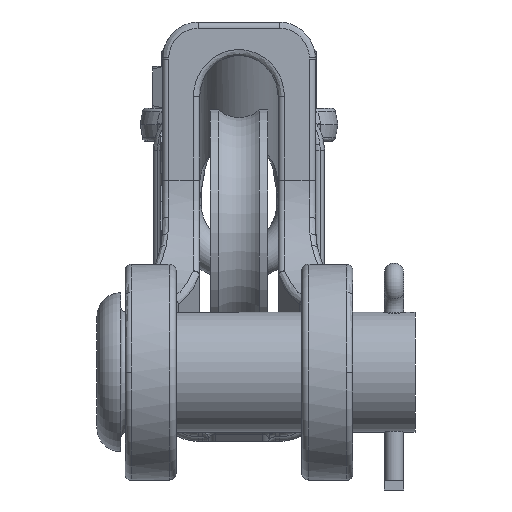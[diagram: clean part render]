
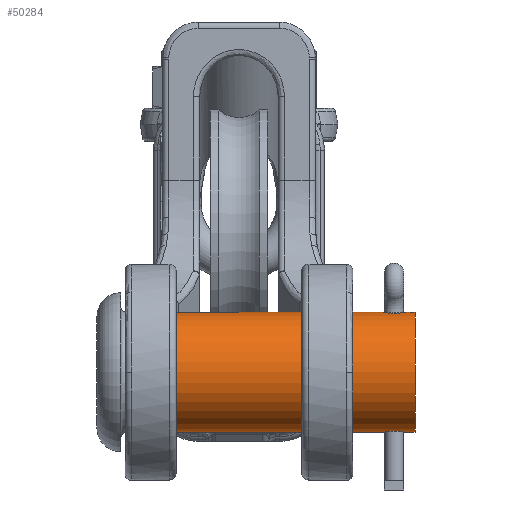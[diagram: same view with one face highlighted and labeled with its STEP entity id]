
A CAD part, front view. The second image highlights one B-rep face of the part: STEP entity #50284.
In plain terms, the highlighted cylindrical face has radius 31.75 mm (diameter 63.5 mm), a partial arc.
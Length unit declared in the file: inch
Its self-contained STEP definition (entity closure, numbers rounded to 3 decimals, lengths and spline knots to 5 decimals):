
#49993=CARTESIAN_POINT('',(3.463,-6.75,1.25));
#49994=CARTESIAN_POINT('',(3.463,-6.7579,1.25));
#49995=CARTESIAN_POINT('',(3.46221,-6.77362,
1.24985));
#49996=CARTESIAN_POINT('',(3.45863,-6.79713,
1.24918));
#49997=CARTESIAN_POINT('',(3.45273,-6.82008,
1.2481));
#49998=CARTESIAN_POINT('',(3.44447,-6.84249,
1.24664));
#49999=CARTESIAN_POINT('',(3.43401,-6.8639,
1.24486));
#50000=CARTESIAN_POINT('',(3.42136,-6.88427,
1.24282));
#50001=CARTESIAN_POINT('',(3.40668,-6.90326,
1.24061));
#50002=CARTESIAN_POINT('',(3.39017,-6.92064,
1.23834));
#50003=CARTESIAN_POINT('',(3.3719,-6.9363,
1.23607));
#50004=CARTESIAN_POINT('',(3.35226,-6.94994,
1.23393));
#50005=CARTESIAN_POINT('',(3.33128,-6.96154,
1.23199));
#50006=CARTESIAN_POINT('',(3.30937,-6.97089,
1.23034));
#50007=CARTESIAN_POINT('',(3.28666,-6.97797,
1.22904));
#50008=CARTESIAN_POINT('',(3.26337,-6.98272,
1.22815));
#50009=CARTESIAN_POINT('',(3.23987,-6.9851,
1.22769));
#50010=CARTESIAN_POINT('',(3.21613,-6.9851,
1.22769));
#50011=CARTESIAN_POINT('',(3.19263,-6.98272,
1.22815));
#50012=CARTESIAN_POINT('',(3.16934,-6.97798,
1.22904));
#50013=CARTESIAN_POINT('',(3.14663,-6.97089,
1.23034));
#50014=CARTESIAN_POINT('',(3.12472,-6.96154,
1.23199));
#50015=CARTESIAN_POINT('',(3.10374,-6.94994,
1.23393));
#50016=CARTESIAN_POINT('',(3.0841,-6.93631,
1.23607));
#50017=CARTESIAN_POINT('',(3.06583,-6.92064,
1.23834));
#50018=CARTESIAN_POINT('',(3.04932,-6.90326,
1.24061));
#50019=CARTESIAN_POINT('',(3.03464,-6.88427,
1.24282));
#50020=CARTESIAN_POINT('',(3.02199,-6.86391,
1.24486));
#50021=CARTESIAN_POINT('',(3.01153,-6.84249,
1.24664));
#50022=CARTESIAN_POINT('',(3.00327,-6.82008,
1.2481));
#50023=CARTESIAN_POINT('',(2.99737,-6.79713,
1.24918));
#50024=CARTESIAN_POINT('',(2.99379,-6.77361,
1.24985));
#50025=CARTESIAN_POINT('',(2.993,-6.7579,1.25));
#50026=CARTESIAN_POINT('',(2.993,-6.75,1.25));
#50028=DIRECTION('',(1.,0.,0.));
#50029=VECTOR('',#50028,0.202);
#50030=CARTESIAN_POINT('',(3.463,-6.75,1.25));
#50031=LINE('',#50030,#50029);
#50032=CARTESIAN_POINT('',(2.993,-6.75,-1.25));
#50033=CARTESIAN_POINT('',(2.993,-6.7579,-1.25));
#50034=CARTESIAN_POINT('',(2.99379,-6.77361,
-1.24985));
#50035=CARTESIAN_POINT('',(2.99737,-6.79713,
-1.24918));
#50036=CARTESIAN_POINT('',(3.00327,-6.82008,
-1.2481));
#50037=CARTESIAN_POINT('',(3.01153,-6.84249,
-1.24664));
#50038=CARTESIAN_POINT('',(3.02199,-6.86391,
-1.24486));
#50039=CARTESIAN_POINT('',(3.03464,-6.88427,
-1.24282));
#50040=CARTESIAN_POINT('',(3.04932,-6.90326,
-1.24061));
#50041=CARTESIAN_POINT('',(3.06583,-6.92064,
-1.23834));
#50042=CARTESIAN_POINT('',(3.0841,-6.93631,-1.23607));
#50043=CARTESIAN_POINT('',(3.10374,-6.94994,
-1.23393));
#50044=CARTESIAN_POINT('',(3.12472,-6.96154,
-1.23199));
#50045=CARTESIAN_POINT('',(3.14663,-6.97089,
-1.23034));
#50046=CARTESIAN_POINT('',(3.16934,-6.97798,
-1.22904));
#50047=CARTESIAN_POINT('',(3.19263,-6.98272,
-1.22815));
#50048=CARTESIAN_POINT('',(3.21613,-6.9851,
-1.22769));
#50049=CARTESIAN_POINT('',(3.23987,-6.9851,
-1.22769));
#50050=CARTESIAN_POINT('',(3.26337,-6.98272,
-1.22815));
#50051=CARTESIAN_POINT('',(3.28666,-6.97797,
-1.22904));
#50052=CARTESIAN_POINT('',(3.30937,-6.97089,
-1.23034));
#50053=CARTESIAN_POINT('',(3.33128,-6.96154,
-1.23199));
#50054=CARTESIAN_POINT('',(3.35226,-6.94994,
-1.23393));
#50055=CARTESIAN_POINT('',(3.3719,-6.9363,
-1.23607));
#50056=CARTESIAN_POINT('',(3.39017,-6.92064,
-1.23834));
#50057=CARTESIAN_POINT('',(3.40668,-6.90326,
-1.24061));
#50058=CARTESIAN_POINT('',(3.42136,-6.88427,
-1.24282));
#50059=CARTESIAN_POINT('',(3.43401,-6.8639,
-1.24486));
#50060=CARTESIAN_POINT('',(3.44447,-6.84249,
-1.24664));
#50061=CARTESIAN_POINT('',(3.45273,-6.82008,
-1.2481));
#50062=CARTESIAN_POINT('',(3.45863,-6.79713,
-1.24918));
#50063=CARTESIAN_POINT('',(3.46221,-6.77362,
-1.24985));
#50064=CARTESIAN_POINT('',(3.463,-6.7579,-1.25));
#50065=CARTESIAN_POINT('',(3.463,-6.75,-1.25));
#50067=DIRECTION('',(1.,0.,0.));
#50068=VECTOR('',#50067,5.333);
#50069=CARTESIAN_POINT('',(-2.34,-6.75,1.25));
#50070=LINE('',#50069,#50068);
#50071=CARTESIAN_POINT('',(3.463,-6.75,-1.25));
#50104=CARTESIAN_POINT('',(2.993,-6.75,-1.25));
#50106=DIRECTION('',(1.,0.,0.));
#50107=VECTOR('',#50106,0.202);
#50108=CARTESIAN_POINT('',(3.463,-6.75,-1.25));
#50109=LINE('',#50108,#50107);
#50110=CARTESIAN_POINT('',(2.993,-6.75,1.25));
#50143=CARTESIAN_POINT('',(3.463,-6.75,1.25));
#50145=DIRECTION('',(1.,0.,0.));
#50146=VECTOR('',#50145,5.333);
#50147=CARTESIAN_POINT('',(-2.34,-6.75,-1.25));
#50148=LINE('',#50147,#50146);
#50158=CARTESIAN_POINT('',(3.665,-6.75,0.));
#50159=DIRECTION('',(1.,0.,0.));
#50160=DIRECTION('',(0.,0.,1.));
#50161=AXIS2_PLACEMENT_3D('',#50158,#50159,#50160);
#50213=CARTESIAN_POINT('',(-2.34,-6.75,0.));
#50214=DIRECTION('',(1.,0.,0.));
#50215=DIRECTION('',(0.,0.,1.));
#50216=AXIS2_PLACEMENT_3D('',#50213,#50214,#50215);
#50223=CARTESIAN_POINT('',(3.665,-6.75,-1.25));
#50224=CARTESIAN_POINT('',(3.665,-6.75,1.25));
#50225=VERTEX_POINT('',#50223);
#50226=VERTEX_POINT('',#50224);
#50239=CARTESIAN_POINT('',(-2.34,-6.75,-1.25));
#50240=CARTESIAN_POINT('',(-2.34,-6.75,1.25));
#50241=VERTEX_POINT('',#50239);
#50242=VERTEX_POINT('',#50240);
#50243=VERTEX_POINT('',#50071);
#50244=VERTEX_POINT('',#50104);
#50245=VERTEX_POINT('',#50110);
#50246=VERTEX_POINT('',#50143);
#50263=CARTESIAN_POINT('',(-2.46,-6.75,0.));
#50264=DIRECTION('',(1.,0.,0.));
#50265=DIRECTION('',(0.,0.,-1.));
#50266=AXIS2_PLACEMENT_3D('',#50263,#50264,#50265);
#50267=CYLINDRICAL_SURFACE('',#50266,1.25);
#50268=ORIENTED_EDGE('',*,*,#50252,.F.);
#50270=ORIENTED_EDGE('',*,*,#50269,.T.);
#50272=ORIENTED_EDGE('',*,*,#50271,.T.);
#50274=ORIENTED_EDGE('',*,*,#50273,.F.);
#50275=ORIENTED_EDGE('',*,*,#50256,.F.);
#50277=ORIENTED_EDGE('',*,*,#50276,.F.);
#50279=ORIENTED_EDGE('',*,*,#50278,.F.);
#50281=ORIENTED_EDGE('',*,*,#50280,.T.);
#50282=EDGE_LOOP('',(#50268,#50270,#50272,#50274,#50275,#50277,#50279,#50281));
#50283=FACE_OUTER_BOUND('',#50282,.F.);
#50284=ADVANCED_FACE('',(#50283),#50267,.T.);
#50027=B_SPLINE_CURVE_WITH_KNOTS('',3,(#49993,#49994,#49995,#49996,#49997,
#49998,#49999,#50000,#50001,#50002,#50003,#50004,#50005,#50006,#50007,#50008,
#50009,#50010,#50011,#50012,#50013,#50014,#50015,#50016,#50017,#50018,#50019,
#50020,#50021,#50022,#50023,#50024,#50025,#50026),.UNSPECIFIED.,.F.,.F.,(4,1,1,
1,1,1,1,1,1,1,1,1,1,1,1,1,1,1,1,1,1,1,1,1,1,1,1,1,1,1,1,4),(0.,
0.03226,0.06452,0.09677,0.12903,
0.16129,0.19355,0.22581,0.25806,
0.29032,0.32258,0.35484,0.3871,
0.41935,0.45161,0.48387,0.51613,
0.54839,0.58065,0.6129,0.64516,
0.67742,0.70968,0.74194,0.77419,
0.80645,0.83871,0.87097,0.90323,
0.93548,0.96774,1.),.UNSPECIFIED.);
#50066=B_SPLINE_CURVE_WITH_KNOTS('',3,(#50032,#50033,#50034,#50035,#50036,
#50037,#50038,#50039,#50040,#50041,#50042,#50043,#50044,#50045,#50046,#50047,
#50048,#50049,#50050,#50051,#50052,#50053,#50054,#50055,#50056,#50057,#50058,
#50059,#50060,#50061,#50062,#50063,#50064,#50065),.UNSPECIFIED.,.F.,.F.,(4,1,1,
1,1,1,1,1,1,1,1,1,1,1,1,1,1,1,1,1,1,1,1,1,1,1,1,1,1,1,1,4),(0.,
0.03226,0.06452,0.09677,0.12903,
0.16129,0.19355,0.22581,0.25806,
0.29032,0.32258,0.35484,0.3871,
0.41935,0.45161,0.48387,0.51613,
0.54839,0.58065,0.6129,0.64516,
0.67742,0.70968,0.74194,0.77419,
0.80645,0.83871,0.87097,0.90323,
0.93548,0.96774,1.),.UNSPECIFIED.);
#50162=CIRCLE('',#50161,1.25);
#50217=CIRCLE('',#50216,1.25);
#50252=EDGE_CURVE('',#50246,#50245,#50027,.T.);
#50256=EDGE_CURVE('',#50244,#50243,#50066,.T.);
#50269=EDGE_CURVE('',#50246,#50226,#50031,.T.);
#50271=EDGE_CURVE('',#50226,#50225,#50162,.T.);
#50273=EDGE_CURVE('',#50243,#50225,#50109,.T.);
#50276=EDGE_CURVE('',#50241,#50244,#50148,.T.);
#50278=EDGE_CURVE('',#50242,#50241,#50217,.T.);
#50280=EDGE_CURVE('',#50242,#50245,#50070,.T.);
